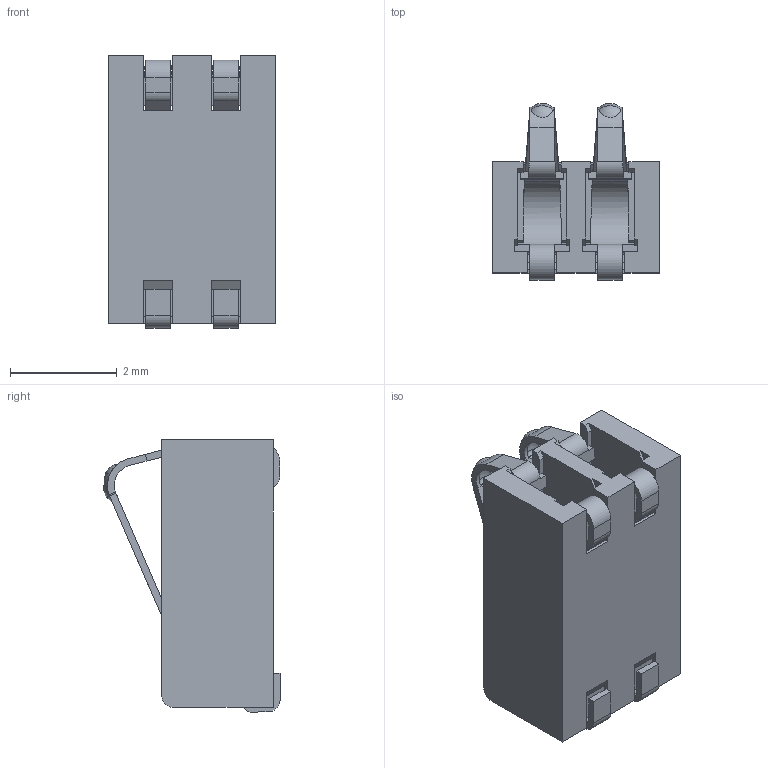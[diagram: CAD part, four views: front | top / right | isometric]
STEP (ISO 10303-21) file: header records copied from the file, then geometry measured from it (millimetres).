
FILE_DESCRIPTION((''),'2;1');
FILE_NAME('70AB_LEFT_END_AF0_1','2013-08-05T',('maxm'),('Bourns, Inc.'),'PRO/ENGINEER BY PARAMETRIC TECHNOLOGY CORPORATION, 2012230','PRO/ENGINEER BY PARAMETRIC TECHNOLOGY CORPORATION, 2012230','');
FILE_SCHEMA(('CONFIG_CONTROL_DESIGN'));
Length unit declared in the file: inch
Products named in the file (1): 70AB_LEFT_END_AF0_1
Bounding box: 3.12 x 3.3 x 5.09 mm (x, y, z)
Volume: 20.1 mm3; surface area: 141.5 mm2
Topology: 1 solids, 1 shells, 305 faces, 938 edges, 606 vertices
Faces by surface type: plane 230, cylinder 47, bspline 22, sphere 4, torus 2
Entity records: 12099 total; most frequent: CARTESIAN_POINT 3766, ORIENTED_EDGE 1860, DIRECTION 1564, EDGE_CURVE 930, VECTOR 762, LINE 762, VERTEX_POINT 606, AXIS2_PLACEMENT_3D 401
